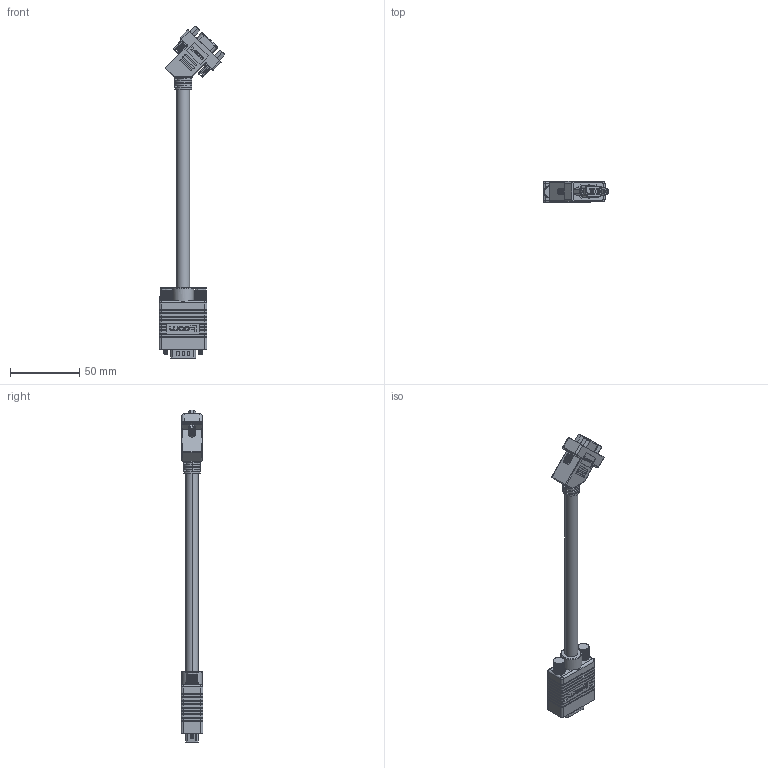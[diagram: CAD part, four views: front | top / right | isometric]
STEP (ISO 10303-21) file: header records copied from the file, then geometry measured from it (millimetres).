
FILE_DESCRIPTION (( 'STEP AP203' ), '1' );
FILE_NAME ('CTL3VGAMF-BR.STEP', '2013-02-14T16:00:15', ( 'x' ), ( '' ), 'SwSTEP 2.0', 'SolidWorks 2012', '' );
FILE_SCHEMA (( 'CONFIG_CONTROL_DESIGN' ));
Products named in the file (16): CTL3VGAMF-BR; SDH-PROD; 3AB01-131_female version; 1AJ06-038_SP26456; 1AJ09-037; MTN-317; MTN-318_New Logo; 1AC04-004; 3AB01-117; 1AV02-007_SINGLE CONTACT; 1AC04-003; 1AY03-027___; MTN-382___; 1AJ06-029_CRMN9 Screw; MTN-209_New Logo; 1AL05-013_6" long
Assembly tree (33 placements, depth 3):
  CTL3VGAMF-BR
    1AL05-013_6" long
    3AB01-117
      MTN-209_New Logo
      1AJ06-029_CRMN9 Screw  x2
      MTN-382___
      1AY03-027___
      1AC04-003
      1AV02-007_SINGLE CONTACT  x15
    3AB01-131_female version
      1AC04-004
      MTN-318_New Logo
      MTN-317
      1AJ09-037  x2
      1AJ06-038_SP26456  x2
    SDH-PROD  x2
Bounding box: 47.25 x 15.67 x 240.47 mm (x, y, z)
Volume: 49311.7 mm3; surface area: 30392.3 mm2
Topology: 33 solids, 33 shells, 2717 faces, 7249 edges, 4678 vertices
Faces by surface type: plane 1357, cylinder 812, bspline 310, torus 113, cone 89, sphere 36
Entity records: 78314 total; most frequent: CARTESIAN_POINT 31677, ORIENTED_EDGE 9818, DIRECTION 8359, EDGE_CURVE 4909, VERTEX_POINT 3181, AXIS2_PLACEMENT_3D 2799, LINE 2761, VECTOR 2761
